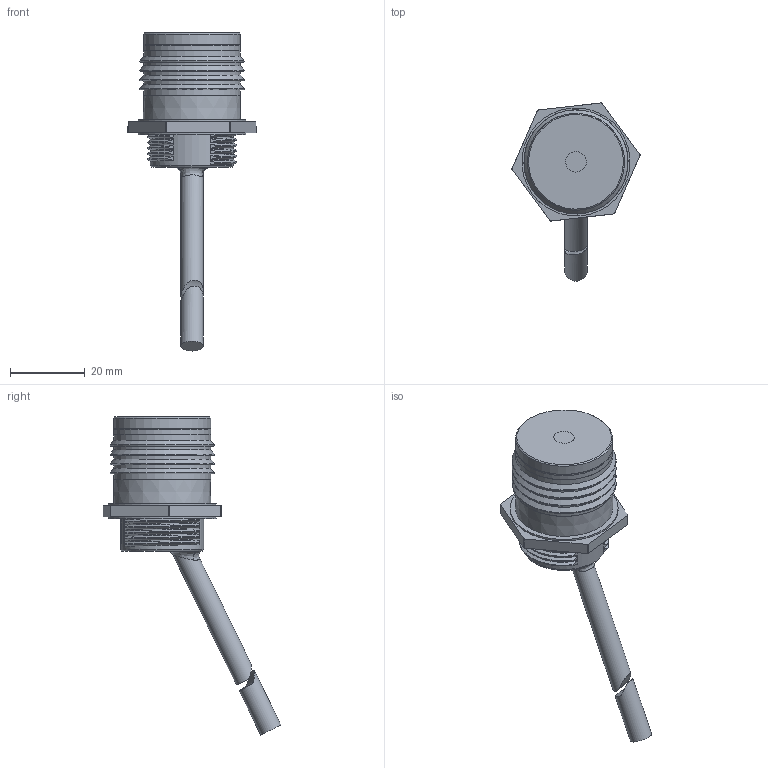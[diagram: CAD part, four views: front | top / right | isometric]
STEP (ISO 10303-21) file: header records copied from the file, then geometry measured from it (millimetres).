
FILE_DESCRIPTION (( 'STEP AP214' ), '1' );
FILE_NAME ('_RFID-Reader2.STEP', '2023-03-27T07:02:30', ( '' ), ( '' ), 'SwSTEP 2.0', 'SolidWorks 2020', '' );
FILE_SCHEMA (( 'AUTOMOTIVE_DESIGN' ));
Length unit declared in the file: millimetre
Products named in the file (10): Klebeband_Doppelseitig_f_r verdeckte Montage.STEP; Geh_use_f_r verdeckte Montage.STEP; Verguss.STEP; Front-1_Verdeckte Montage.STEP; Kabel-12-Adrig.STEP; Mutter2.STEP; _RFID-Reader.STEP; Dichtung.STEP; _RFID-Reader2; Etikett.STEP
Assembly tree (10 placements, depth 3):
  _RFID-Reader2
    _RFID-Reader.STEP
      Geh_use_f_r verdeckte Montage.STEP  x2
      Kabel-12-Adrig.STEP
      Verguss.STEP
      Front-1_Verdeckte Montage.STEP
      Mutter2.STEP
      Dichtung.STEP
      Klebeband_Doppelseitig_f_r verdeckte Montage.STEP
      Etikett.STEP
Bounding box: 34.35 x 47.73 x 85.32 mm (x, y, z)
Volume: 34168.8 mm3; surface area: 19220.5 mm2
Topology: 15 solids, 15 shells, 612 faces, 1496 edges, 981 vertices
Faces by surface type: bspline 269, plane 230, cylinder 90, cone 14, torus 9
Full cylindrical faces by diameter (mm): 0.6 x12, 1 x24, 4.2 x1, 5.5 x2, 6 x2, 22.35 x2, 26 x9, 29 x2
Entity records: 97116 total; most frequent: CARTESIAN_POINT 88707, ORIENTED_EDGE 1610, DIRECTION 1154, EDGE_CURVE 805, EDGE_LOOP 574, VERTEX_POINT 571, FACE_OUTER_BOUND 486, AXIS2_PLACEMENT_3D 454
